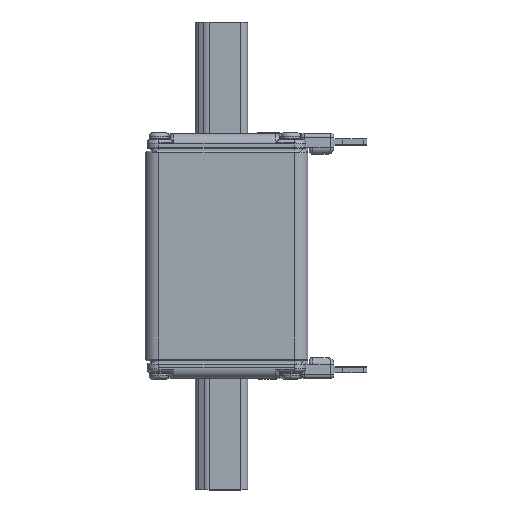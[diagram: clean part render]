
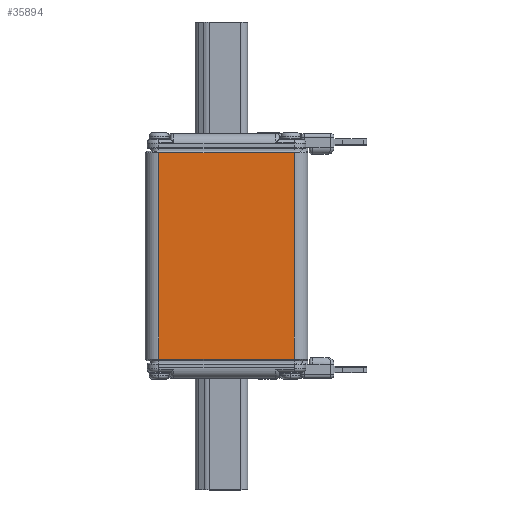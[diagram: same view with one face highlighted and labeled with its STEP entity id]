
A CAD part, top view. The second image highlights one B-rep face of the part: STEP entity #35894.
In plain terms, the highlighted planar face has unit normal (0, 0, 1).
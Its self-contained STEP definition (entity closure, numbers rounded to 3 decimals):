
#445 = EDGE_CURVE ( 'NONE', #24702, #16183, #11174, .T. ) ;
#1257 = DIRECTION ( 'NONE',  ( 0., 1., 0. ) ) ;
#2909 = DIRECTION ( 'NONE',  ( -1., 0., 0. ) ) ;
#4375 = VECTOR ( 'NONE', #27056, 1000. ) ;
#4383 = CARTESIAN_POINT ( 'NONE',  ( -23.5, -29.75, 14.5 ) ) ;
#4917 = VERTEX_POINT ( 'NONE', #11731 ) ;
#5771 = CARTESIAN_POINT ( 'NONE',  ( -19.5, 29.75, 14.5 ) ) ;
#7217 = ORIENTED_EDGE ( 'NONE', *, *, #12974, .T. ) ;
#9557 = CARTESIAN_POINT ( 'NONE',  ( -19.5, 30.25, 14.5 ) ) ;
#9877 = CARTESIAN_POINT ( 'NONE',  ( 19.5, 29.75, 14.5 ) ) ;
#10565 = AXIS2_PLACEMENT_3D ( 'NONE', #25582, #31276, #14298 ) ;
#10629 = VERTEX_POINT ( 'NONE', #31869 ) ;
#11174 = LINE ( 'NONE', #5771, #17814 ) ;
#11731 = CARTESIAN_POINT ( 'NONE',  ( 19.5, -29.75, 14.5 ) ) ;
#12362 = EDGE_CURVE ( 'NONE', #10629, #4917, #27883, .T. ) ;
#12974 = EDGE_CURVE ( 'NONE', #4917, #24702, #26946, .T. ) ;
#14298 = DIRECTION ( 'NONE',  ( -1., 0., 0. ) ) ;
#15506 = ORIENTED_EDGE ( 'NONE', *, *, #445, .T. ) ;
#16183 = VERTEX_POINT ( 'NONE', #18861 ) ;
#17814 = VECTOR ( 'NONE', #2909, 1000. ) ;
#18237 = CARTESIAN_POINT ( 'NONE',  ( 19.5, 30.25, 14.5 ) ) ;
#18245 = DIRECTION ( 'NONE',  ( 0., -1., 0. ) ) ;
#18861 = CARTESIAN_POINT ( 'NONE',  ( -19.5, 29.75, 14.5 ) ) ;
#19440 = VECTOR ( 'NONE', #1257, 1000. ) ;
#20443 = ORIENTED_EDGE ( 'NONE', *, *, #12362, .T. ) ;
#20758 = FACE_OUTER_BOUND ( 'NONE', #24394, .T. ) ;
#22602 = VECTOR ( 'NONE', #18245, 1000. ) ;
#24394 = EDGE_LOOP ( 'NONE', ( #33822, #20443, #7217, #15506 ) ) ;
#24702 = VERTEX_POINT ( 'NONE', #9877 ) ;
#24942 = EDGE_CURVE ( 'NONE', #16183, #10629, #30136, .T. ) ;
#25582 = CARTESIAN_POINT ( 'NONE',  ( -23.5, 30.25, 14.5 ) ) ;
#26946 = LINE ( 'NONE', #18237, #19440 ) ;
#27056 = DIRECTION ( 'NONE',  ( 1., 0., 0. ) ) ;
#27883 = LINE ( 'NONE', #4383, #4375 ) ;
#28412 = PLANE ( 'NONE',  #10565 ) ;
#30136 = LINE ( 'NONE', #9557, #22602 ) ;
#31276 = DIRECTION ( 'NONE',  ( 0., 0., -1. ) ) ;
#31869 = CARTESIAN_POINT ( 'NONE',  ( -19.5, -29.75, 14.5 ) ) ;
#33822 = ORIENTED_EDGE ( 'NONE', *, *, #24942, .T. ) ;
#35894 = ADVANCED_FACE ( 'NONE', ( #20758 ), #28412, .F. ) ;
